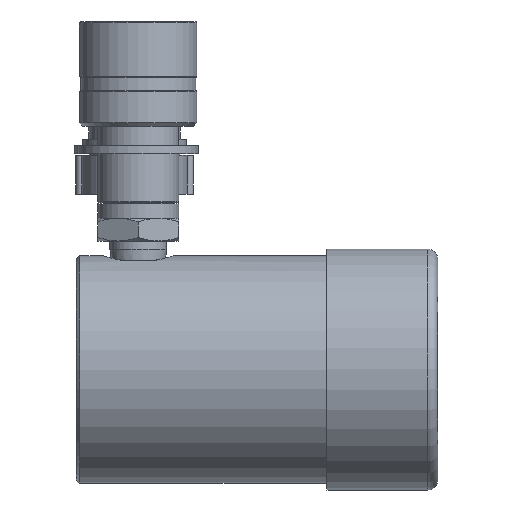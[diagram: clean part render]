
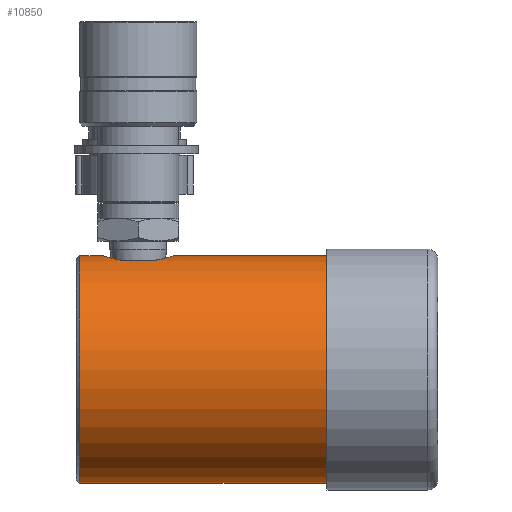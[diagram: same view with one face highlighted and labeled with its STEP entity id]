
A CAD part, front view. The second image highlights one B-rep face of the part: STEP entity #10850.
In plain terms, the highlighted cylindrical face has radius 35 mm (diameter 70 mm), a partial arc.
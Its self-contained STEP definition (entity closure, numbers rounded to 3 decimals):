
#64 = VERTEX_POINT ( 'NONE', #5795 ) ;
#212 = CARTESIAN_POINT ( 'NONE',  ( 29.166, -4.211, 34.747 ) ) ;
#476 = CARTESIAN_POINT ( 'NONE',  ( 14.728, -10.137, 33.5 ) ) ;
#546 = CARTESIAN_POINT ( 'NONE',  ( 9.701, -5.881, 34.503 ) ) ;
#614 = CARTESIAN_POINT ( 'NONE',  ( 14.728, -10.137, 33.5 ) ) ;
#1006 = DIRECTION ( 'NONE',  ( -1., 0., 0. ) ) ;
#1075 = CARTESIAN_POINT ( 'NONE',  ( 0., 0., 0. ) ) ;
#1330 = EDGE_LOOP ( 'NONE', ( #11579, #15835, #16003, #9754, #5569, #17115, #9401, #11549 ) ) ;
#1343 = CARTESIAN_POINT ( 'NONE',  ( 0., 0., -35. ) ) ;
#1544 = CARTESIAN_POINT ( 'NONE',  ( 28.717, -5.183, 34.617 ) ) ;
#1633 = EDGE_CURVE ( 'NONE', #12979, #8459, #2440, .T. ) ;
#1884 = CARTESIAN_POINT ( 'NONE',  ( 9.294, -5.183, 34.615 ) ) ;
#2119 = CYLINDRICAL_SURFACE ( 'NONE', #2768, 35. ) ;
#2350 = CARTESIAN_POINT ( 'NONE',  ( 0., 0., 35. ) ) ;
#2440 = CIRCLE ( 'NONE', #14285, 35. ) ;
#2682 = DIRECTION ( 'NONE',  ( -1., 0., 0. ) ) ;
#2768 = AXIS2_PLACEMENT_3D ( 'NONE', #1075, #13075, #5106 ) ;
#3110 = CARTESIAN_POINT ( 'NONE',  ( 27.861, -6.539, 34.387 ) ) ;
#3156 = CARTESIAN_POINT ( 'NONE',  ( 13.727, -9.715, 33.628 ) ) ;
#3220 = CARTESIAN_POINT ( 'NONE',  ( 8.824, -4.212, 34.749 ) ) ;
#4173 = B_SPLINE_CURVE_WITH_KNOTS ( 'NONE', 3,
 ( #14804, #5521, #13490, #16146, #8192, #212, #9528, #1544, #10855, #3110, #12430, #4464, #13771, #5813, #15092, #7143, #16458, #8490 ),
 .UNSPECIFIED., .F., .F.,
 ( 4, 2, 2, 2, 2, 2, 2, 2, 4 ),
 ( 0., 0.003, 0.004, 0.005, 0.006, 0.008, 0.01, 0.011, 0.013 ),
 .UNSPECIFIED. ) ;
#4464 = CARTESIAN_POINT ( 'NONE',  ( 26.814, -7.76, 34.131 ) ) ;
#4520 = CARTESIAN_POINT ( 'NONE',  ( 12.817, -9.161, 33.787 ) ) ;
#4582 = CARTESIAN_POINT ( 'NONE',  ( 8.319, -2.685, 34.901 ) ) ;
#4728 = CARTESIAN_POINT ( 'NONE',  ( 1., 0., -35. ) ) ;
#4872 = CARTESIAN_POINT ( 'NONE',  ( 23.272, -10.137, 33.5 ) ) ;
#5072 = CARTESIAN_POINT ( 'NONE',  ( 78.925, 0., -35. ) ) ;
#5085 = LINE ( 'NONE', #5916, #12985 ) ;
#5106 = DIRECTION ( 'NONE',  ( 0., 0., 1. ) ) ;
#5263 = DIRECTION ( 'NONE',  ( -1., 0., 0. ) ) ;
#5521 = CARTESIAN_POINT ( 'NONE',  ( 30., -1.092, 35. ) ) ;
#5569 = ORIENTED_EDGE ( 'NONE', *, *, #11490, .T. ) ;
#5795 = CARTESIAN_POINT ( 'NONE',  ( 8., 0., 35. ) ) ;
#5813 = CARTESIAN_POINT ( 'NONE',  ( 25.611, -8.808, 33.875 ) ) ;
#5854 = CARTESIAN_POINT ( 'NONE',  ( 11.582, -8.127, 34.044 ) ) ;
#5915 = CARTESIAN_POINT ( 'NONE',  ( 8.039, -1.078, 34.988 ) ) ;
#5916 = CARTESIAN_POINT ( 'NONE',  ( 0., 0., 35. ) ) ;
#6074 = VERTEX_POINT ( 'NONE', #614 ) ;
#6706 = VECTOR ( 'NONE', #16949, 1000. ) ;
#6871 = AXIS2_PLACEMENT_3D ( 'NONE', #8989, #1006, #10328 ) ;
#6920 = DIRECTION ( 'NONE',  ( -1., 0., 0. ) ) ;
#7143 = CARTESIAN_POINT ( 'NONE',  ( 24.251, -9.681, 33.636 ) ) ;
#7189 = CARTESIAN_POINT ( 'NONE',  ( 11.008, -7.563, 34.174 ) ) ;
#7256 = CARTESIAN_POINT ( 'NONE',  ( 8., 0., 35. ) ) ;
#7257 = DIRECTION ( 'NONE',  ( -1., 0., 0. ) ) ;
#7943 = EDGE_CURVE ( 'NONE', #6074, #64, #13134, .T. ) ;
#8192 = CARTESIAN_POINT ( 'NONE',  ( 29.36, -3.707, 34.804 ) ) ;
#8297 = EDGE_CURVE ( 'NONE', #13613, #12979, #12383, .T. ) ;
#8439 = VECTOR ( 'NONE', #2682, 1000. ) ;
#8459 = VERTEX_POINT ( 'NONE', #9787 ) ;
#8490 = CARTESIAN_POINT ( 'NONE',  ( 23.272, -10.137, 33.5 ) ) ;
#8540 = CARTESIAN_POINT ( 'NONE',  ( 10.145, -6.548, 34.385 ) ) ;
#8813 = CARTESIAN_POINT ( 'NONE',  ( 78.925, 0., 35. ) ) ;
#8970 = VECTOR ( 'NONE', #5263, 1000. ) ;
#8989 = CARTESIAN_POINT ( 'NONE',  ( 78.925, 0., 0. ) ) ;
#9176 = CARTESIAN_POINT ( 'NONE',  ( 30., 0., 35. ) ) ;
#9184 = FACE_OUTER_BOUND ( 'NONE', #1330, .T. ) ;
#9384 = LINE ( 'NONE', #2350, #6706 ) ;
#9401 = ORIENTED_EDGE ( 'NONE', *, *, #16963, .T. ) ;
#9528 = CARTESIAN_POINT ( 'NONE',  ( 29.06, -4.458, 34.716 ) ) ;
#9754 = ORIENTED_EDGE ( 'NONE', *, *, #13358, .T. ) ;
#9787 = CARTESIAN_POINT ( 'NONE',  ( 1., 0., 35. ) ) ;
#9865 = CARTESIAN_POINT ( 'NONE',  ( 9.56, -5.653, 34.541 ) ) ;
#10328 = DIRECTION ( 'NONE',  ( 0., 0., 1. ) ) ;
#10609 = CARTESIAN_POINT ( 'NONE',  ( 0., -10.137, 33.5 ) ) ;
#10850 = ADVANCED_FACE ( 'NONE', ( #9184 ), #2119, .T. ) ;
#10855 = CARTESIAN_POINT ( 'NONE',  ( 28.454, -5.648, 34.544 ) ) ;
#11204 = CARTESIAN_POINT ( 'NONE',  ( 9.169, -4.942, 34.65 ) ) ;
#11490 = EDGE_CURVE ( 'NONE', #16873, #6074, #16874, .T. ) ;
#11549 = ORIENTED_EDGE ( 'NONE', *, *, #1633, .F. ) ;
#11579 = ORIENTED_EDGE ( 'NONE', *, *, #8297, .F. ) ;
#11978 = VERTEX_POINT ( 'NONE', #8813 ) ;
#12383 = LINE ( 'NONE', #1343, #8439 ) ;
#12430 = CARTESIAN_POINT ( 'NONE',  ( 27.529, -6.967, 34.302 ) ) ;
#12534 = CARTESIAN_POINT ( 'NONE',  ( 8.631, -3.712, 34.806 ) ) ;
#12979 = VERTEX_POINT ( 'NONE', #4728 ) ;
#12985 = VECTOR ( 'NONE', #7257, 1000. ) ;
#13075 = DIRECTION ( 'NONE',  ( -1., 0., 0. ) ) ;
#13134 = B_SPLINE_CURVE_WITH_KNOTS ( 'NONE', 3,
 ( #476, #3156, #4520, #13815, #5854, #15146, #7189, #16498, #8540, #546, #9865, #1884, #11204, #3220, #12534, #4582, #13876, #5915, #15194, #7256 ),
 .UNSPECIFIED., .F., .F.,
 ( 4, 2, 2, 2, 2, 2, 2, 2, 2, 4 ),
 ( 0., 0.003, 0.004, 0.005, 0.006, 0.007, 0.008, 0.01, 0.011, 0.013 ),
 .UNSPECIFIED. ) ;
#13358 = EDGE_CURVE ( 'NONE', #16384, #16873, #4173, .T. ) ;
#13490 = CARTESIAN_POINT ( 'NONE',  ( 29.841, -2.155, 34.949 ) ) ;
#13613 = VERTEX_POINT ( 'NONE', #5072 ) ;
#13771 = CARTESIAN_POINT ( 'NONE',  ( 26.431, -8.128, 34.045 ) ) ;
#13815 = CARTESIAN_POINT ( 'NONE',  ( 11.784, -8.307, 34. ) ) ;
#13876 = CARTESIAN_POINT ( 'NONE',  ( 8.2, -2.158, 34.938 ) ) ;
#14285 = AXIS2_PLACEMENT_3D ( 'NONE', #14864, #6920, #16213 ) ;
#14581 = EDGE_CURVE ( 'NONE', #11978, #16384, #5085, .T. ) ;
#14804 = CARTESIAN_POINT ( 'NONE',  ( 30., 0., 35. ) ) ;
#14864 = CARTESIAN_POINT ( 'NONE',  ( 1., 0., 0. ) ) ;
#15092 = CARTESIAN_POINT ( 'NONE',  ( 25.172, -9.121, 33.792 ) ) ;
#15146 = CARTESIAN_POINT ( 'NONE',  ( 11.194, -7.755, 34.131 ) ) ;
#15194 = CARTESIAN_POINT ( 'NONE',  ( 8., -0.539, 35. ) ) ;
#15229 = EDGE_CURVE ( 'NONE', #13613, #11978, #15265, .T. ) ;
#15265 = CIRCLE ( 'NONE', #6871, 35. ) ;
#15835 = ORIENTED_EDGE ( 'NONE', *, *, #15229, .T. ) ;
#16003 = ORIENTED_EDGE ( 'NONE', *, *, #14581, .T. ) ;
#16146 = CARTESIAN_POINT ( 'NONE',  ( 29.449, -3.45, 34.831 ) ) ;
#16213 = DIRECTION ( 'NONE',  ( 0., 0., 1. ) ) ;
#16384 = VERTEX_POINT ( 'NONE', #9176 ) ;
#16458 = CARTESIAN_POINT ( 'NONE',  ( 23.772, -9.926, 33.564 ) ) ;
#16498 = CARTESIAN_POINT ( 'NONE',  ( 10.472, -6.969, 34.302 ) ) ;
#16873 = VERTEX_POINT ( 'NONE', #4872 ) ;
#16874 = LINE ( 'NONE', #10609, #8970 ) ;
#16949 = DIRECTION ( 'NONE',  ( -1., 0., 0. ) ) ;
#16963 = EDGE_CURVE ( 'NONE', #64, #8459, #9384, .T. ) ;
#17115 = ORIENTED_EDGE ( 'NONE', *, *, #7943, .T. ) ;
